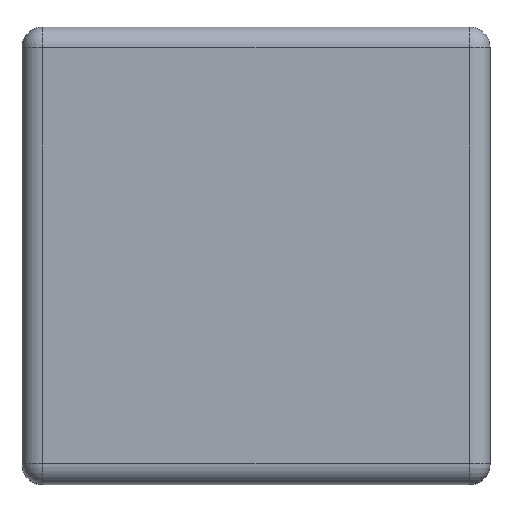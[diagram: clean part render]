
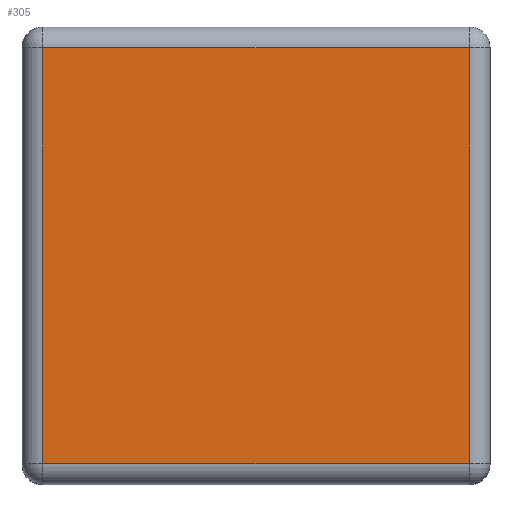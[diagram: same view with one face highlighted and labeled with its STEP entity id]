
A CAD part, top view. The second image highlights one B-rep face of the part: STEP entity #305.
In plain terms, the highlighted planar face has unit normal (0, 0, 1).
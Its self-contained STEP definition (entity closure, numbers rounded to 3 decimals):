
#13=DIRECTION('',(0.,0.,1.));
#28=VECTOR('',#29,1.);
#29=DIRECTION('',(0.,-1.,0.));
#43=VECTOR('',#44,1.);
#44=DIRECTION('',(0.,1.,0.));
#50=CARTESIAN_POINT('',(-11.25,10.,12.));
#77=DIRECTION('',(1.,0.,0.));
#127=VECTOR('',#128,1.);
#128=DIRECTION('',(-1.,0.,0.));
#204=VECTOR('',#77,1.);
#220=CARTESIAN_POINT('',(-10.25,-11.,12.));
#242=CARTESIAN_POINT('',(11.25,-10.,12.));
#302=CARTESIAN_POINT('',(10.25,11.,12.));
#305=ADVANCED_FACE('',(#306),#328,.T.);
#306=FACE_BOUND('',#307,.T.);
#307=EDGE_LOOP('',(#308,#315,#320,#325));
#308=ORIENTED_EDGE('',*,*,#309,.T.);
#309=EDGE_CURVE('',#310,#312,#314,.T.);
#310=VERTEX_POINT('',#311);
#311=CARTESIAN_POINT('',(10.25,-10.,12.));
#312=VERTEX_POINT('',#313);
#313=CARTESIAN_POINT('',(10.25,10.,12.));
#314=LINE('',#302,#43);
#315=ORIENTED_EDGE('',*,*,#316,.T.);
#316=EDGE_CURVE('',#312,#317,#319,.T.);
#317=VERTEX_POINT('',#318);
#318=CARTESIAN_POINT('',(-10.25,10.,12.));
#319=LINE('',#50,#127);
#320=ORIENTED_EDGE('',*,*,#321,.T.);
#321=EDGE_CURVE('',#317,#322,#324,.T.);
#322=VERTEX_POINT('',#323);
#323=CARTESIAN_POINT('',(-10.25,-10.,12.));
#324=LINE('',#220,#28);
#325=ORIENTED_EDGE('',*,*,#326,.T.);
#326=EDGE_CURVE('',#322,#310,#327,.T.);
#327=LINE('',#242,#204);
#328=PLANE('',#329);
#329=AXIS2_PLACEMENT_3D('',#330,#13,#77);
#330=CARTESIAN_POINT('',(0.,0.,12.));
